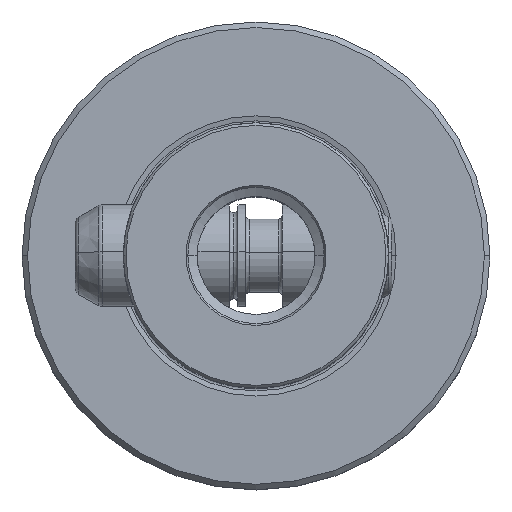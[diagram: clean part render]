
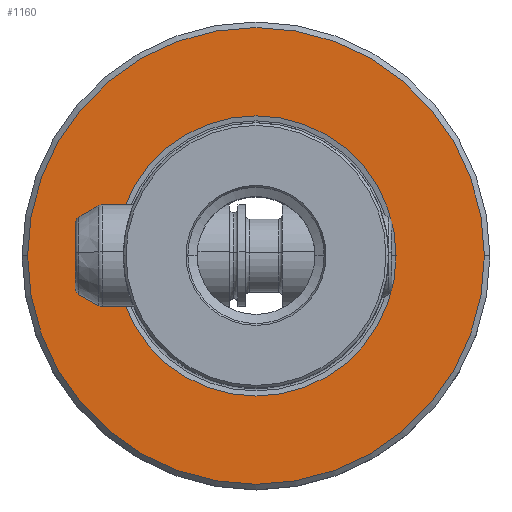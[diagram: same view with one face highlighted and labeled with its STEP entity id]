
A CAD part, top view. The second image highlights one B-rep face of the part: STEP entity #1160.
In plain terms, the highlighted planar face has unit normal (0, 0, 1).
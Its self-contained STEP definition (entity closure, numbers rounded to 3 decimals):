
#948=EDGE_CURVE('NONE',#1516,#1350,#2398,.T.);
#1146=EDGE_CURVE('NONE',#1350,#1516,#2620,.T.);
#1160=ADVANCED_FACE('NONE',(#2636,#2637),#2638,.T.);
#1350=VERTEX_POINT('NONE',#2848);
#1512=EDGE_CURVE('NONE',#1708,#2024,#3027,.T.);
#1516=VERTEX_POINT('NONE',#3031);
#1708=VERTEX_POINT('NONE',#3245);
#1992=EDGE_CURVE('NONE',#2024,#1708,#3568,.T.);
#2024=VERTEX_POINT('NONE',#3603);
#2398=CIRCLE('',#4121,31.0);
#2620=CIRCLE('',#4526,31.0);
#2636=FACE_OUTER_BOUND('',#4546,.T.);
#2637=FACE_BOUND('',#4547,.T.);
#2638=PLANE('',#4548);
#2848=CARTESIAN_POINT('',(31.0,0.,0.0));
#3027=CIRCLE('',#5325,19.012);
#3031=CARTESIAN_POINT('',(-31.0,0.0,0.0));
#3245=CARTESIAN_POINT('',(19.012,0.0,0.0));
#3568=CIRCLE('',#6348,19.012);
#3603=CARTESIAN_POINT('',(-19.012,0.,0.0));
#4121=AXIS2_PLACEMENT_3D('',#6849,#6850,#6851);
#4526=AXIS2_PLACEMENT_3D('',#7138,#7139,#7140);
#4546=EDGE_LOOP('',(#7161,#7162));
#4547=EDGE_LOOP('',(#7163,#7164));
#4548=AXIS2_PLACEMENT_3D('',#7165,#7166,#7167);
#5325=AXIS2_PLACEMENT_3D('',#7646,#7647,#7648);
#6348=AXIS2_PLACEMENT_3D('',#8332,#8333,#8334);
#6849=CARTESIAN_POINT('',(0.0,0.0,0.0));
#6850=DIRECTION('',(0.0,0.0,-1.0));
#6851=DIRECTION('',(1.0,0.0,0.0));
#7138=CARTESIAN_POINT('',(0.0,0.0,0.0));
#7139=DIRECTION('',(0.0,0.0,-1.0));
#7140=DIRECTION('',(1.0,0.0,0.0));
#7161=ORIENTED_EDGE('',*,*,#948,.F.);
#7162=ORIENTED_EDGE('',*,*,#1146,.F.);
#7163=ORIENTED_EDGE('',*,*,#1512,.F.);
#7164=ORIENTED_EDGE('',*,*,#1992,.F.);
#7165=CARTESIAN_POINT('',(0.0,18.0,0.0));
#7166=DIRECTION('',(0.0,0.0,1.0));
#7167=DIRECTION('',(1.0,0.0,0.0));
#7646=CARTESIAN_POINT('',(0.0,0.0,0.0));
#7647=DIRECTION('',(0.0,0.0,1.0));
#7648=DIRECTION('',(1.0,0.0,0.0));
#8332=CARTESIAN_POINT('',(0.0,0.0,0.0));
#8333=DIRECTION('',(0.0,0.0,1.0));
#8334=DIRECTION('',(1.0,0.0,0.0));
